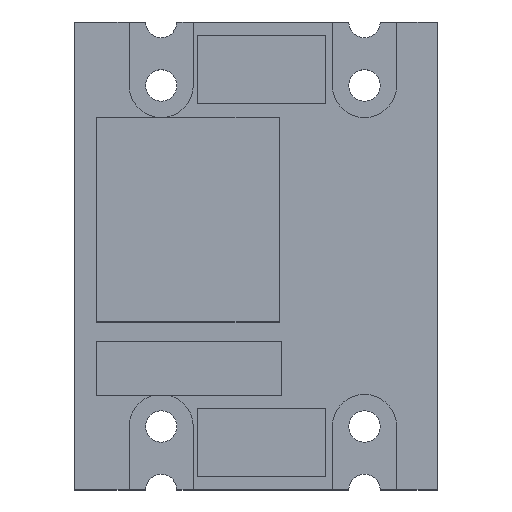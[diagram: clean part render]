
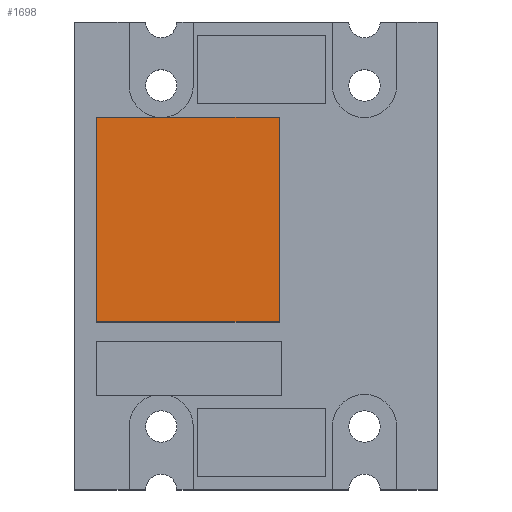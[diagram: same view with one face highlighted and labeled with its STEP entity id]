
A CAD part, top view. The second image highlights one B-rep face of the part: STEP entity #1698.
In plain terms, the highlighted planar face has unit normal (0, 0, 1).
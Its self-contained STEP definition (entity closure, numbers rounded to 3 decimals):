
#1217 = VERTEX_POINT('',#1218);
#1218 = CARTESIAN_POINT('',(-6.05,4.5,4.85));
#1224 = EDGE_CURVE('',#1217,#1225,#1227,.T.);
#1225 = VERTEX_POINT('',#1226);
#1226 = CARTESIAN_POINT('',(0.65,4.5,4.85));
#1227 = LINE('',#1228,#1229);
#1228 = CARTESIAN_POINT('',(0.225,4.5,4.85));
#1229 = VECTOR('',#1230,1.);
#1230 = DIRECTION('',(1.,0.,0.));
#1249 = VERTEX_POINT('',#1250);
#1250 = CARTESIAN_POINT('',(-6.05,-3.,4.85));
#1256 = EDGE_CURVE('',#1217,#1249,#1257,.T.);
#1257 = LINE('',#1258,#1259);
#1258 = CARTESIAN_POINT('',(-6.05,5.,4.85));
#1259 = VECTOR('',#1260,1.);
#1260 = DIRECTION('',(0.,-1.,0.));
#1273 = VERTEX_POINT('',#1274);
#1274 = CARTESIAN_POINT('',(0.65,-3.,4.85));
#1280 = EDGE_CURVE('',#1273,#1249,#1281,.T.);
#1281 = LINE('',#1282,#1283);
#1282 = CARTESIAN_POINT('',(-3.125,-3.,4.85));
#1283 = VECTOR('',#1284,1.);
#1284 = DIRECTION('',(-1.,0.,0.));
#1297 = EDGE_CURVE('',#1273,#1225,#1298,.T.);
#1298 = LINE('',#1299,#1300);
#1299 = CARTESIAN_POINT('',(0.65,-2.5,4.85));
#1300 = VECTOR('',#1301,1.);
#1301 = DIRECTION('',(0.,1.,0.));
#1698 = ADVANCED_FACE('',(#1699),#1705,.T.);
#1699 = FACE_BOUND('',#1700,.T.);
#1700 = EDGE_LOOP('',(#1701,#1702,#1703,#1704));
#1701 = ORIENTED_EDGE('',*,*,#1280,.F.);
#1702 = ORIENTED_EDGE('',*,*,#1297,.T.);
#1703 = ORIENTED_EDGE('',*,*,#1224,.F.);
#1704 = ORIENTED_EDGE('',*,*,#1256,.T.);
#1705 = PLANE('',#1706);
#1706 = AXIS2_PLACEMENT_3D('',#1707,#1708,#1709);
#1707 = CARTESIAN_POINT('',(-0.2,-0.575,4.85));
#1708 = DIRECTION('',(0.,0.,1.));
#1709 = DIRECTION('',(0.,-1.,0.));
